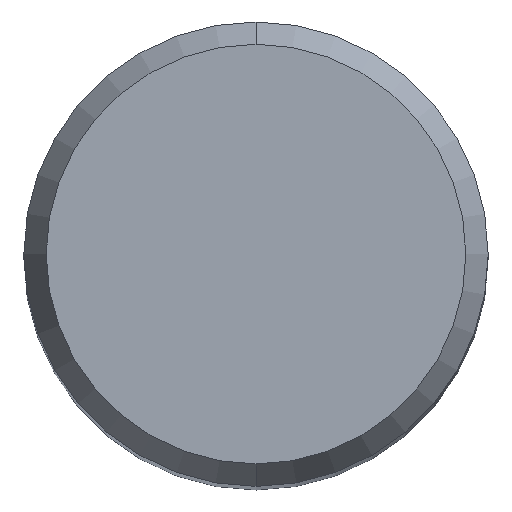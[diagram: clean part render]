
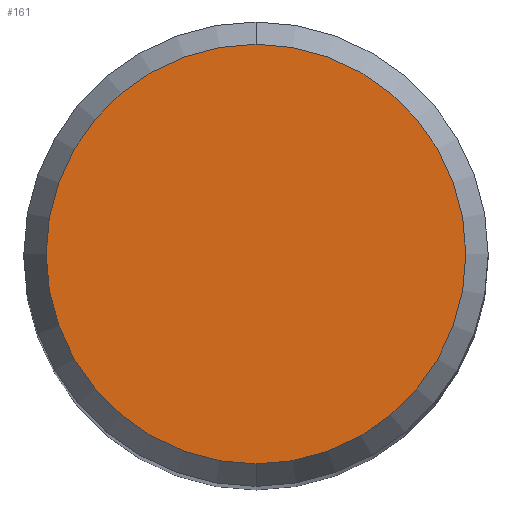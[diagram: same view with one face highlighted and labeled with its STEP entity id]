
A CAD part, top view. The second image highlights one B-rep face of the part: STEP entity #161.
In plain terms, the highlighted planar face has unit normal (0, 0, 1).
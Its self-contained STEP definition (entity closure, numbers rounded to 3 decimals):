
#89=VERTEX_POINT('',#216);
#131=EDGE_CURVE('',#165,#89,#264,.T.);
#161=ADVANCED_FACE('',(#299),#300,.T.);
#165=VERTEX_POINT('',#304);
#185=EDGE_CURVE('',#89,#165,#326,.T.);
#216=CARTESIAN_POINT('',(0.,-4.304,0.01));
#264=CIRCLE('',#412,4.304);
#299=FACE_OUTER_BOUND('',#456,.T.);
#300=PLANE('',#457);
#304=CARTESIAN_POINT('',(0.0,4.304,0.01));
#326=CIRCLE('',#488,4.304);
#412=AXIS2_PLACEMENT_3D('',#567,#568,#569);
#456=EDGE_LOOP('',(#621,#622));
#457=AXIS2_PLACEMENT_3D('',#623,#624,#625);
#488=AXIS2_PLACEMENT_3D('',#647,#648,#649);
#567=CARTESIAN_POINT('',(0.0,0.0,0.01));
#568=DIRECTION('',(0.0,0.0,-1.0));
#569=DIRECTION('',(0.0,1.0,0.0));
#621=ORIENTED_EDGE('',*,*,#131,.F.);
#622=ORIENTED_EDGE('',*,*,#185,.F.);
#623=CARTESIAN_POINT('',(0.0,2.152,0.01));
#624=DIRECTION('',(-0.0,0.0,1.0));
#625=DIRECTION('',(0.0,-1.0,0.0));
#647=CARTESIAN_POINT('',(0.0,0.0,0.01));
#648=DIRECTION('',(0.0,0.0,-1.0));
#649=DIRECTION('',(0.0,1.0,0.0));
